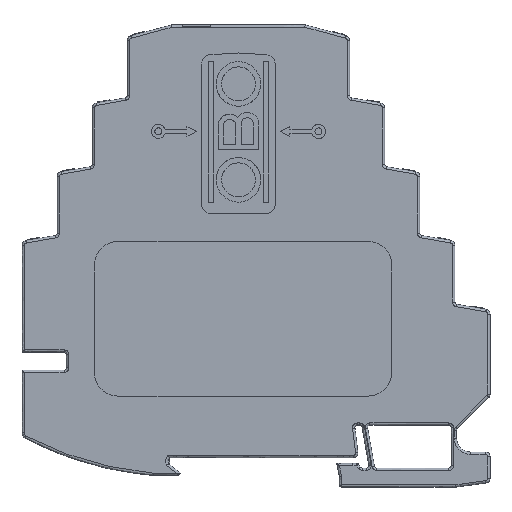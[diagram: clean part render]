
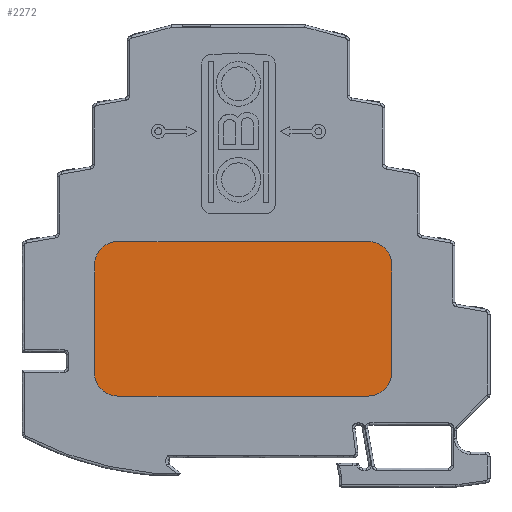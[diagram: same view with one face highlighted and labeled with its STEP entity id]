
A CAD part, top view. The second image highlights one B-rep face of the part: STEP entity #2272.
In plain terms, the highlighted planar face has unit normal (0, 0, 1).
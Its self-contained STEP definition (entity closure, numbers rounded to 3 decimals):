
#363=(
BOUNDED_CURVE()
B_SPLINE_CURVE(2,(#52344,#52345,#52346),.UNSPECIFIED.,.F.,.F.)
B_SPLINE_CURVE_WITH_KNOTS((3,3),(0.,7.854),.UNSPECIFIED.)
CURVE()
GEOMETRIC_REPRESENTATION_ITEM()
RATIONAL_B_SPLINE_CURVE((1.,0.707,1.))
REPRESENTATION_ITEM('')
);
#552=(
BOUNDED_CURVE()
B_SPLINE_CURVE(2,(#54991,#54992,#54993),.UNSPECIFIED.,.F.,.F.)
B_SPLINE_CURVE_WITH_KNOTS((3,3),(-7.854,0.),.UNSPECIFIED.)
CURVE()
GEOMETRIC_REPRESENTATION_ITEM()
RATIONAL_B_SPLINE_CURVE((1.,0.707,1.))
REPRESENTATION_ITEM('')
);
#556=(
BOUNDED_CURVE()
B_SPLINE_CURVE(2,(#55009,#55010,#55011),.UNSPECIFIED.,.F.,.F.)
B_SPLINE_CURVE_WITH_KNOTS((3,3),(-7.854,0.),.UNSPECIFIED.)
CURVE()
GEOMETRIC_REPRESENTATION_ITEM()
RATIONAL_B_SPLINE_CURVE((1.,0.707,1.))
REPRESENTATION_ITEM('')
);
#877=(
BOUNDED_CURVE()
B_SPLINE_CURVE(2,(#60079,#60080,#60081),.UNSPECIFIED.,.F.,.F.)
B_SPLINE_CURVE_WITH_KNOTS((3,3),(-7.854,0.),.UNSPECIFIED.)
CURVE()
GEOMETRIC_REPRESENTATION_ITEM()
RATIONAL_B_SPLINE_CURVE((1.,0.707,1.))
REPRESENTATION_ITEM('')
);
#2272=ADVANCED_FACE('',(#3863),#25161,.T.);
#3863=FACE_OUTER_BOUND('',#5477,.T.);
#5477=EDGE_LOOP('',(#8731,#8732,#8733,#8734,#8735,#8736,#8737,#8738));
#8731=ORIENTED_EDGE('',*,*,#17698,.F.);
#8732=ORIENTED_EDGE('',*,*,#16653,.F.);
#8733=ORIENTED_EDGE('',*,*,#16691,.F.);
#8734=ORIENTED_EDGE('',*,*,#16652,.F.);
#8735=ORIENTED_EDGE('',*,*,#15973,.T.);
#8736=ORIENTED_EDGE('',*,*,#16650,.F.);
#8737=ORIENTED_EDGE('',*,*,#16699,.F.);
#8738=ORIENTED_EDGE('',*,*,#16651,.F.);
#15973=EDGE_CURVE('',#23022,#23021,#363,.T.);
#16650=EDGE_CURVE('',#23568,#23021,#20411,.T.);
#16651=EDGE_CURVE('',#23566,#23569,#20412,.T.);
#16652=EDGE_CURVE('',#23022,#23570,#20413,.T.);
#16653=EDGE_CURVE('',#23571,#23567,#20414,.T.);
#16691=EDGE_CURVE('',#23570,#23571,#552,.T.);
#16699=EDGE_CURVE('',#23569,#23568,#556,.T.);
#17698=EDGE_CURVE('',#23567,#23566,#877,.T.);
#20411=B_SPLINE_CURVE_WITH_KNOTS('',1,(#54719,#54720),.UNSPECIFIED.,.F.,
 .F.,(2,2),(-23.,0.),.UNSPECIFIED.);
#20412=B_SPLINE_CURVE_WITH_KNOTS('',1,(#54721,#54722),.UNSPECIFIED.,.F.,
 .F.,(2,2),(-53.5,0.),.UNSPECIFIED.);
#20413=B_SPLINE_CURVE_WITH_KNOTS('',1,(#54723,#54724),.UNSPECIFIED.,.F.,
 .F.,(2,2),(-53.5,0.),.UNSPECIFIED.);
#20414=B_SPLINE_CURVE_WITH_KNOTS('',1,(#54725,#54726),.UNSPECIFIED.,.F.,
 .F.,(2,2),(-23.,0.),.UNSPECIFIED.);
#23021=VERTEX_POINT('',#47605);
#23022=VERTEX_POINT('',#47606);
#23566=VERTEX_POINT('',#48150);
#23567=VERTEX_POINT('',#48151);
#23568=VERTEX_POINT('',#48152);
#23569=VERTEX_POINT('',#48153);
#23570=VERTEX_POINT('',#48154);
#23571=VERTEX_POINT('',#48155);
#25161=PLANE('',#26391);
#26391=AXIS2_PLACEMENT_3D('',#32242,#27451,$);
#27451=DIRECTION('',(0.,0.,1.));
#32242=CARTESIAN_POINT('',(-41.987,9.874,0.3));
#47605=CARTESIAN_POINT('',(27.864,18.176,0.3));
#47606=CARTESIAN_POINT('',(22.864,13.176,0.3));
#48150=CARTESIAN_POINT('',(-30.636,46.176,0.3));
#48151=CARTESIAN_POINT('',(-35.636,41.176,0.3));
#48152=CARTESIAN_POINT('',(27.864,41.176,0.3));
#48153=CARTESIAN_POINT('',(22.864,46.176,0.3));
#48154=CARTESIAN_POINT('',(-30.636,13.176,0.3));
#48155=CARTESIAN_POINT('',(-35.636,18.176,0.3));
#52344=CARTESIAN_POINT('',(22.864,13.176,0.3));
#52345=CARTESIAN_POINT('',(27.864,13.176,0.3));
#52346=CARTESIAN_POINT('',(27.864,18.176,0.3));
#54719=CARTESIAN_POINT('',(27.864,41.176,0.3));
#54720=CARTESIAN_POINT('',(27.864,18.176,0.3));
#54721=CARTESIAN_POINT('',(-30.636,46.176,0.3));
#54722=CARTESIAN_POINT('',(22.864,46.176,0.3));
#54723=CARTESIAN_POINT('',(22.864,13.176,0.3));
#54724=CARTESIAN_POINT('',(-30.636,13.176,0.3));
#54725=CARTESIAN_POINT('',(-35.636,18.176,0.3));
#54726=CARTESIAN_POINT('',(-35.636,41.176,0.3));
#54991=CARTESIAN_POINT('',(-30.636,13.176,0.3));
#54992=CARTESIAN_POINT('',(-35.636,13.176,0.3));
#54993=CARTESIAN_POINT('',(-35.636,18.176,0.3));
#55009=CARTESIAN_POINT('',(22.864,46.176,0.3));
#55010=CARTESIAN_POINT('',(27.864,46.176,0.3));
#55011=CARTESIAN_POINT('',(27.864,41.176,0.3));
#60079=CARTESIAN_POINT('',(-35.636,41.176,0.3));
#60080=CARTESIAN_POINT('',(-35.636,46.176,0.3));
#60081=CARTESIAN_POINT('',(-30.636,46.176,0.3));
